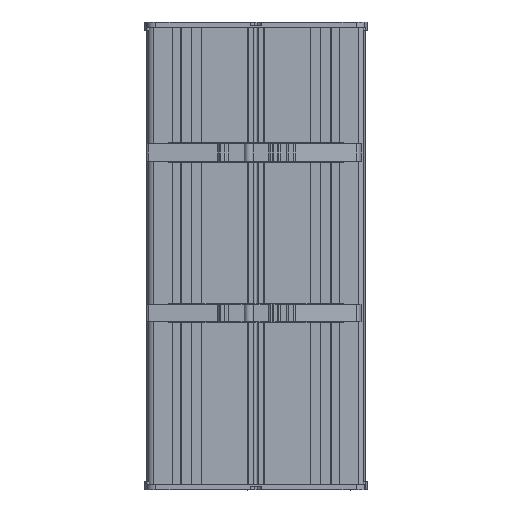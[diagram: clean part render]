
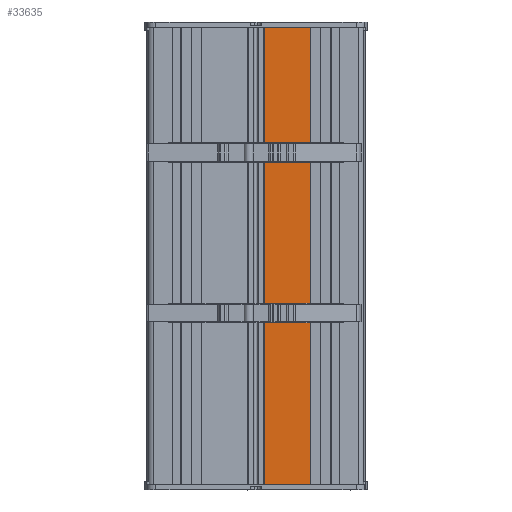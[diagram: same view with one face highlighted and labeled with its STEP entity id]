
A CAD part, front view. The second image highlights one B-rep face of the part: STEP entity #33635.
In plain terms, the highlighted planar face has unit normal (0, -1, 0).
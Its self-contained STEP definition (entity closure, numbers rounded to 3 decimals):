
#97 = CARTESIAN_POINT ( 'NONE',  ( 3.3, 19.5, 128.27 ) ) ;
#359 = CARTESIAN_POINT ( 'NONE',  ( 30.5, 19.5, 128.27 ) ) ;
#444 = CARTESIAN_POINT ( 'NONE',  ( 30.5, 19.5, -128.27 ) ) ;
#6887 = LINE ( 'NONE', #7608, #6890 ) ;
#6890 = VECTOR ( 'NONE', #7609, 1000. ) ;
#7320 = LINE ( 'NONE', #8983, #7324 ) ;
#7324 = VECTOR ( 'NONE', #8976, 1000. ) ;
#7608 = CARTESIAN_POINT ( 'NONE',  ( 30.5, 19.5, -128.27 ) ) ;
#7609 = DIRECTION ( 'NONE',  ( -1., 0., 0. ) ) ;
#7799 = PLANE ( 'NONE',  #43337 ) ;
#7804 = CARTESIAN_POINT ( 'NONE',  ( 30.5, 19.5, 159.5 ) ) ;
#7812 = DIRECTION ( 'NONE',  ( 0., -1., 0. ) ) ;
#7814 = DIRECTION ( 'NONE',  ( -1., 0., 0. ) ) ;
#8976 = DIRECTION ( 'NONE',  ( -1., 0., 0. ) ) ;
#8983 = CARTESIAN_POINT ( 'NONE',  ( 30.5, 19.5, 128.27 ) ) ;
#21322 = EDGE_CURVE ( 'NONE', #28302, #44802, #6887, .T. ) ;
#21608 = EDGE_CURVE ( 'NONE', #28252, #28092, #7320, .T. ) ;
#25925 = LINE ( 'NONE', #26343, #25928 ) ;
#25928 = VECTOR ( 'NONE', #26344, 1000. ) ;
#25929 = LINE ( 'NONE', #26347, #25932 ) ;
#25932 = VECTOR ( 'NONE', #26348, 1000. ) ;
#26343 = CARTESIAN_POINT ( 'NONE',  ( 3.3, 19.5, 159.5 ) ) ;
#26344 = DIRECTION ( 'NONE',  ( 0., 0., -1. ) ) ;
#26347 = CARTESIAN_POINT ( 'NONE',  ( 30.5, 19.5, 81.25 ) ) ;
#26348 = DIRECTION ( 'NONE',  ( 0., 0., 1. ) ) ;
#26958 = CARTESIAN_POINT ( 'NONE',  ( 3.3, 19.5, -128.27 ) ) ;
#28092 = VERTEX_POINT ( 'NONE', #97 ) ;
#28252 = VERTEX_POINT ( 'NONE', #359 ) ;
#28302 = VERTEX_POINT ( 'NONE', #444 ) ;
#31136 = EDGE_LOOP ( 'NONE', ( #32546, #32548, #32549, #32551 ) ) ;
#32546 = ORIENTED_EDGE ( 'NONE', *, *, #40507, .T. ) ;
#32548 = ORIENTED_EDGE ( 'NONE', *, *, #21608, .T. ) ;
#32549 = ORIENTED_EDGE ( 'NONE', *, *, #40505, .T. ) ;
#32551 = ORIENTED_EDGE ( 'NONE', *, *, #21322, .F. ) ;
#33635 = ADVANCED_FACE ( 'NONE', ( #41885 ), #7799, .T. ) ;
#40505 = EDGE_CURVE ( 'NONE', #28092, #44802, #25925, .T. ) ;
#40507 = EDGE_CURVE ( 'NONE', #28302, #28252, #25929, .T. ) ;
#41885 = FACE_OUTER_BOUND ( 'NONE', #31136, .T. ) ;
#43337 = AXIS2_PLACEMENT_3D ( 'NONE', #7804, #7812, #7814 ) ;
#44802 = VERTEX_POINT ( 'NONE', #26958 ) ;
